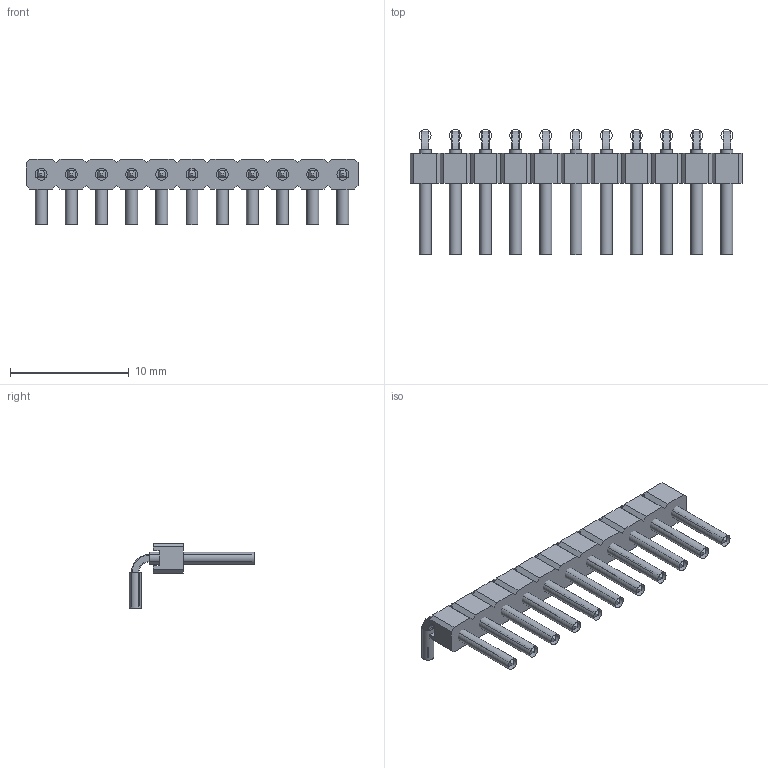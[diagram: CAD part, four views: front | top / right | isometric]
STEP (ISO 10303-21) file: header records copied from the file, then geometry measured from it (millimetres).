
FILE_DESCRIPTION(/* description */ ('-'),/* implementation_level */ '2;1');
FILE_NAME(/* name */ 'Stiftleiste, RM 2,54 mm - 6-3 mm, gewinkelt 90° stehend - 1 x 11 - schwarz',/* time_stamp */ '2022-04-28T23:26:51+02:00',/* author */ ('c.wilms'),/* organization */ ('-'),/* preprocessor_version */ 'ST-DEVELOPER v16.7',/* originating_system */ 'Solid Edge',/* authorisation */ 'Unknown');
FILE_SCHEMA (('AUTOMOTIVE_DESIGN {1 0 10303 214 3 1 1}'));
Length unit declared in the file: millimetre
Products named in the file (3): Stiftleiste, RM 2,54 mm - 6-3 mm, gewinkelt 90° stehend - 1 x 11 - sc
hwarz; Stiftleiste, RM 2,54 mm - Träger - 1 x 11 - schwarz; Stiftleiste, RM 2,54 mm - Stift, Reihe 1 -  6-3 mm, gewinkelt 90° ste
hend
Assembly tree (12 placements, depth 2):
  Stiftleiste, RM 2,54 mm - 6-3 mm, gewinkelt 90° stehend - 1 x 11 - sc
hwarz
    Stiftleiste, RM 2,54 mm - Träger - 1 x 11 - schwarz
    Stiftleiste, RM 2,54 mm - Stift, Reihe 1 -  6-3 mm, gewinkelt 90° ste
hend  x11
Bounding box: 27.94 x 10.56 x 5.54 mm (x, y, z)
Volume: 208.4 mm3; surface area: 1164.3 mm2
Topology: 12 solids, 34 shells, 514 faces, 1382 edges, 892 vertices
Faces by surface type: plane 294, cylinder 176, torus 44
Full cylindrical faces by diameter (mm): 1 x22
Entity records: 6573 total; most frequent: CARTESIAN_POINT 1139, ORIENTED_EDGE 1116, DIRECTION 1098, EDGE_CURVE 560, LINE 436, VECTOR 436, VERTEX_POINT 372, AXIS2_PLACEMENT_3D 331
